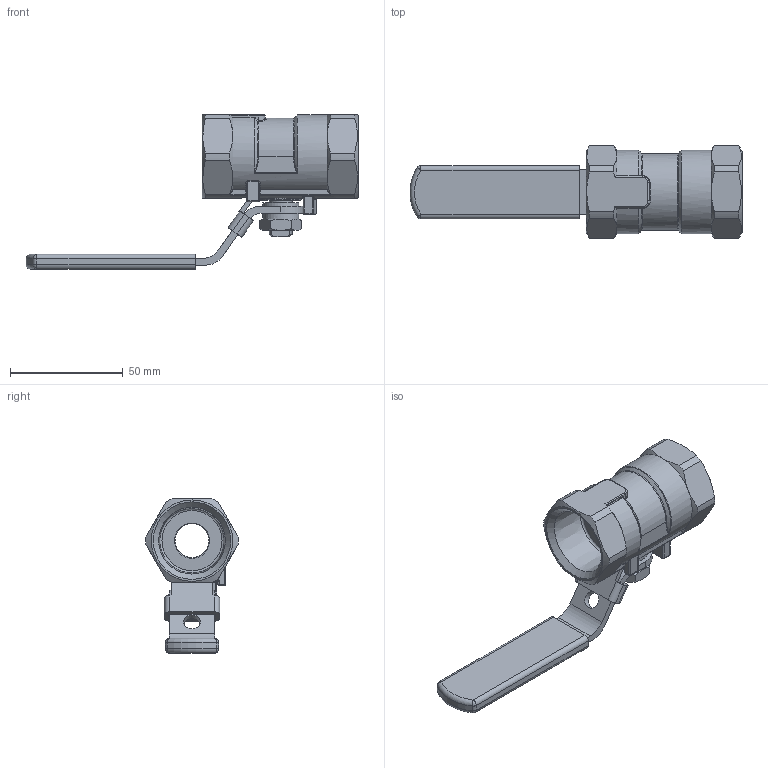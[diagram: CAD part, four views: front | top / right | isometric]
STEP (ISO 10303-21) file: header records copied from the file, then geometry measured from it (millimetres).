
FILE_DESCRIPTION(('STEP AP214'),'1');
FILE_NAME('1PC 1.stp','2023-12-06T02:56:00',(' '),(' '),'Spatial InterOp 3D',' ',' ');
FILE_SCHEMA(('AUTOMOTIVE_DESIGN { 1 0 10303 214 1 1 1 1 }'));
Length unit declared in the file: millimetre
Products named in the file (10): 1PC__ 1_; 阀体; 侧塞; 阀杆; 钢垫; 手柄; 锁扣; 手柄套; 螺母 ： 标准 - M10.0 x 5.0; 垫圈 ： 单圈弹簧 - M10.0 x 2.6
Assembly tree (9 placements, depth 2):
  1PC__ 1_
    阀体
    侧塞
    阀杆
    钢垫
    手柄
    锁扣
    手柄套
    螺母 ： 标准 - M10.0 x 5.0
    垫圈 ： 单圈弹簧 - M10.0 x 2.6
Bounding box: 146.93 x 40.99 x 68.3 mm (x, y, z)
Volume: 55934.5 mm3; surface area: 36604.5 mm2
Topology: 9 solids, 9 shells, 891 faces, 2413 edges, 1548 vertices
Faces by surface type: plane 648, cylinder 114, cone 45, bspline 43, torus 24, sphere 17
Full cylindrical faces by diameter (mm): 7.5 x1, 10 x2, 10.1 x1, 10.4 x1, 13 x1, 13.3 x1, 15 x2, 16 x1, 16.1 x1, 18.48 x1, 24 x1, 26.7 x1, 28.8 x1
Entity records: 38500 total; most frequent: CARTESIAN_POINT 9297, ORIENTED_EDGE 4704, DIRECTION 4213, EDGE_CURVE 2352, LINE 1847, VECTOR 1847, VERTEX_POINT 1540, AXIS2_PLACEMENT_3D 1183
